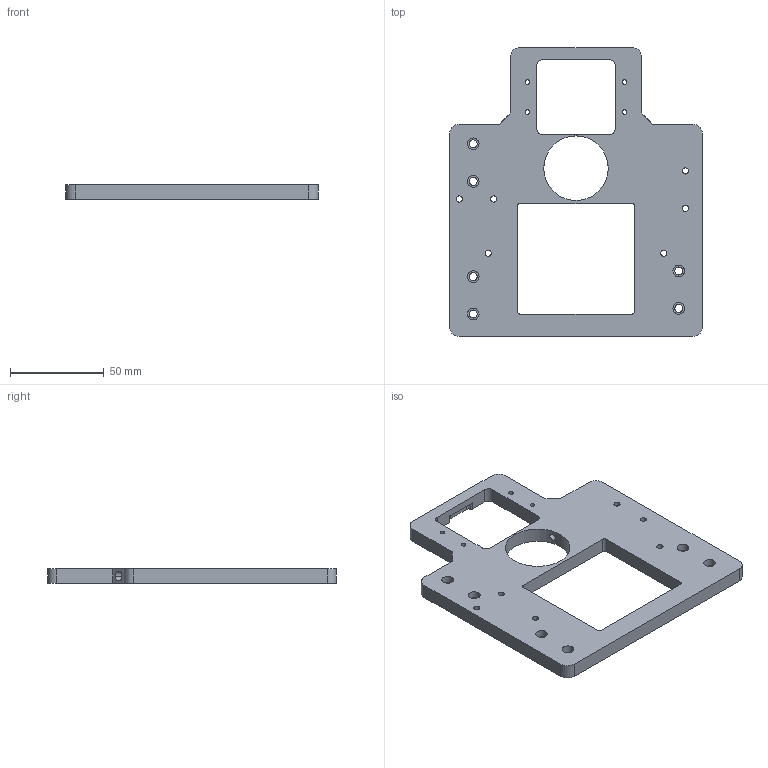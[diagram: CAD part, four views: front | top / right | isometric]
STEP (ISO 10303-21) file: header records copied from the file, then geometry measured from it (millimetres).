
FILE_DESCRIPTION (( 'STEP AP214' ), '1' );
FILE_NAME ('VO3-4003-00-IPSEO-CAMERA SUPPORT ALU PLATE-Sales luggage V0.STEP', '2022-04-12T22:54:34', ( '' ), ( '' ), 'SwSTEP 2.0', 'SolidWorks 2017', '' );
FILE_SCHEMA (( 'AUTOMOTIVE_DESIGN' ));
Length unit declared in the file: millimetre
Products named in the file (1): VO3-4003-00-IPSEO-CAMERA SUPPORT ALU PLATE-Sales luggage V0
Bounding box: 135 x 154.5 x 8 mm (x, y, z)
Volume: 91938.3 mm3; surface area: 34262.6 mm2
Topology: 1 solids, 1 shells, 116 faces, 304 edges, 196 vertices
Faces by surface type: cylinder 72, plane 28, cone 16
Entity records: 4090 total; most frequent: CARTESIAN_POINT 713, DIRECTION 686, ORIENTED_EDGE 608, EDGE_CURVE 304, AXIS2_PLACEMENT_3D 269, VERTEX_POINT 196, EDGE_LOOP 164, CIRCLE 152
